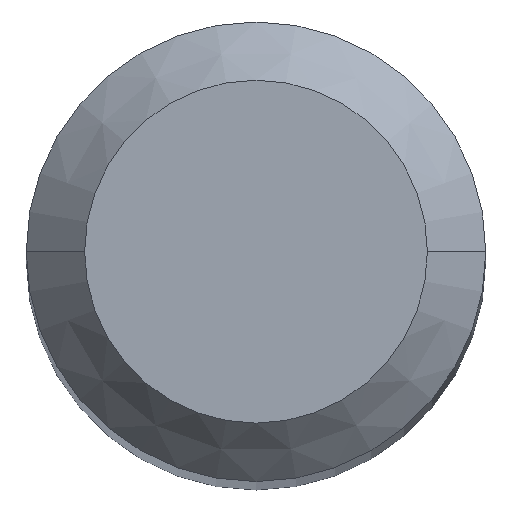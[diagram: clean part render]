
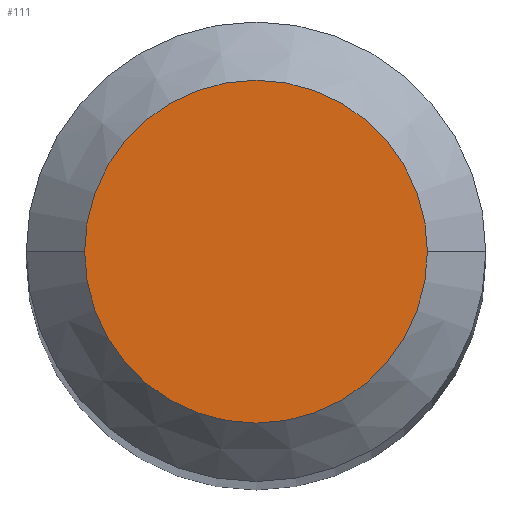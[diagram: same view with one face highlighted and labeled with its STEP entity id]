
A CAD part, top view. The second image highlights one B-rep face of the part: STEP entity #111.
In plain terms, the highlighted planar face has unit normal (0, 0, 1).
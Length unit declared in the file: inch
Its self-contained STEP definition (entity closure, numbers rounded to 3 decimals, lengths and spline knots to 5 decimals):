
#9 = CARTESIAN_POINT ( 'NONE',  ( 0.04405, 0., 1.49606 ) ) ;
#43 = DIRECTION ( 'NONE',  ( 1., 0., 0. ) ) ;
#54 = PLANE ( 'NONE',  #83 ) ;
#71 = EDGE_CURVE ( 'NONE', #185, #187, #147, .T. ) ;
#83 = AXIS2_PLACEMENT_3D ( 'NONE', #238, #235, #174 ) ;
#89 = ORIENTED_EDGE ( 'NONE', *, *, #283, .T. ) ;
#111 = ADVANCED_FACE ( 'NONE', ( #155 ), #54, .T. ) ;
#117 = CARTESIAN_POINT ( 'NONE',  ( 0., 0., 1.49606 ) ) ;
#147 = CIRCLE ( 'NONE', #173, 0.04405 ) ;
#155 = FACE_OUTER_BOUND ( 'NONE', #322, .T. ) ;
#156 = DIRECTION ( 'NONE',  ( 0., 0., 1. ) ) ;
#162 = AXIS2_PLACEMENT_3D ( 'NONE', #179, #156, #184 ) ;
#173 = AXIS2_PLACEMENT_3D ( 'NONE', #117, #267, #43 ) ;
#174 = DIRECTION ( 'NONE',  ( 1., 0., 0. ) ) ;
#179 = CARTESIAN_POINT ( 'NONE',  ( 0., 0., 1.49606 ) ) ;
#184 = DIRECTION ( 'NONE',  ( 1., 0., 0. ) ) ;
#185 = VERTEX_POINT ( 'NONE', #9 ) ;
#187 = VERTEX_POINT ( 'NONE', #281 ) ;
#235 = DIRECTION ( 'NONE',  ( 0., 0., 1. ) ) ;
#238 = CARTESIAN_POINT ( 'NONE',  ( 0., 0., 1.49606 ) ) ;
#266 = ORIENTED_EDGE ( 'NONE', *, *, #71, .T. ) ;
#267 = DIRECTION ( 'NONE',  ( 0., 0., 1. ) ) ;
#281 = CARTESIAN_POINT ( 'NONE',  ( -0.04405, 0., 1.49606 ) ) ;
#283 = EDGE_CURVE ( 'NONE', #187, #185, #298, .T. ) ;
#298 = CIRCLE ( 'NONE', #162, 0.04405 ) ;
#322 = EDGE_LOOP ( 'NONE', ( #89, #266 ) ) ;
